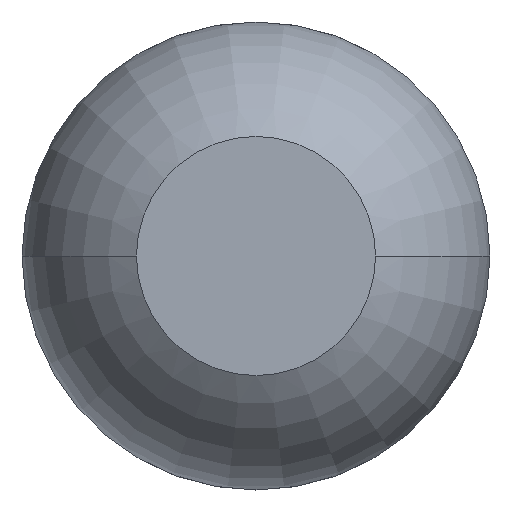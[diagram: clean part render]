
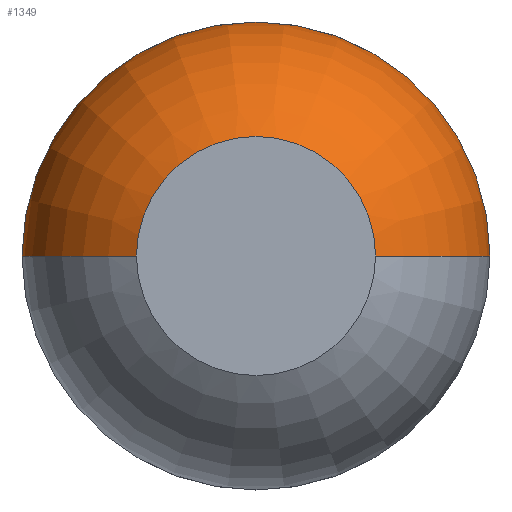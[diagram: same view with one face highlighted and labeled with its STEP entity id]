
A CAD part, front view. The second image highlights one B-rep face of the part: STEP entity #1349.
In plain terms, the highlighted toroidal (fillet/blend) face has major radius 0.035 mm and minor radius 0.65 mm.
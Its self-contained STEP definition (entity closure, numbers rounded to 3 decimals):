
#6 = CARTESIAN_POINT ( 'NONE',  ( -0.035, -24.431, 0. ) ) ;
#105 = DIRECTION ( 'NONE',  ( 1., 0., 0. ) ) ;
#121 = ORIENTED_EDGE ( 'NONE', *, *, #809, .T. ) ;
#288 = ORIENTED_EDGE ( 'NONE', *, *, #1658, .T. ) ;
#508 = ORIENTED_EDGE ( 'NONE', *, *, #3800, .F. ) ;
#627 = DIRECTION ( 'NONE',  ( 0., 0., 1. ) ) ;
#708 = TOROIDAL_SURFACE ( 'NONE', #1301, 0.035, 0.65 ) ;
#805 = AXIS2_PLACEMENT_3D ( 'NONE', #3898, #3563, #105 ) ;
#809 = EDGE_CURVE ( 'NONE', #3591, #2280, #933, .T. ) ;
#835 = CARTESIAN_POINT ( 'NONE',  ( -0.685, -24.431, 0. ) ) ;
#850 = EDGE_CURVE ( 'NONE', #1833, #1123, #2778, .T. ) ;
#900 = AXIS2_PLACEMENT_3D ( 'NONE', #1157, #3709, #1795 ) ;
#925 = DIRECTION ( 'NONE',  ( 1., 0., 0. ) ) ;
#933 = CIRCLE ( 'NONE', #2360, 0.65 ) ;
#988 = CARTESIAN_POINT ( 'NONE',  ( 0.35, -25., 0. ) ) ;
#1123 = VERTEX_POINT ( 'NONE', #988 ) ;
#1157 = CARTESIAN_POINT ( 'NONE',  ( 0.035, -24.431, 0. ) ) ;
#1301 = AXIS2_PLACEMENT_3D ( 'NONE', #3466, #4075, #4032 ) ;
#1349 = ADVANCED_FACE ( 'Defeature ausgef�hrt3_2', ( #2278 ), #708, .T. ) ;
#1627 = ORIENTED_EDGE ( 'NONE', *, *, #850, .F. ) ;
#1658 = EDGE_CURVE ( 'Defeature ausgef�hrt3_2+Defeature ausgef�hrt3_1+Defeature ausgef�hrt3_1+Defeature ausgef�hrt3_1', #1833, #3591, #3931, .T. ) ;
#1795 = DIRECTION ( 'NONE',  ( -1., 0., 0. ) ) ;
#1833 = VERTEX_POINT ( 'NONE', #2461 ) ;
#1886 = AXIS2_PLACEMENT_3D ( 'NONE', #2160, #4077, #2481 ) ;
#2160 = CARTESIAN_POINT ( 'NONE',  ( 0., -25., 0. ) ) ;
#2278 = FACE_OUTER_BOUND ( 'NONE', #3783, .T. ) ;
#2280 = VERTEX_POINT ( 'NONE', #3851 ) ;
#2360 = AXIS2_PLACEMENT_3D ( 'NONE', #6, #627, #925 ) ;
#2461 = CARTESIAN_POINT ( 'NONE',  ( 0.685, -24.431, 0. ) ) ;
#2481 = DIRECTION ( 'NONE',  ( 1., 0., 0. ) ) ;
#2621 = CIRCLE ( 'NONE', #1886, 0.35 ) ;
#2778 = CIRCLE ( 'NONE', #900, 0.65 ) ;
#3466 = CARTESIAN_POINT ( 'NONE',  ( 0., -24.431, 0. ) ) ;
#3563 = DIRECTION ( 'NONE',  ( 0., -1., 0. ) ) ;
#3591 = VERTEX_POINT ( 'NONE', #835 ) ;
#3709 = DIRECTION ( 'NONE',  ( 0., 0., -1. ) ) ;
#3783 = EDGE_LOOP ( 'NONE', ( #288, #121, #508, #1627 ) ) ;
#3800 = EDGE_CURVE ( 'Defeature ausgef�hrt3_26+Defeature ausgef�hrt3_2+Defeature ausgef�hrt3_2+Defeature ausgef�hrt3_2', #1123, #2280, #2621, .T. ) ;
#3851 = CARTESIAN_POINT ( 'NONE',  ( -0.35, -25., 0. ) ) ;
#3898 = CARTESIAN_POINT ( 'NONE',  ( 0., -24.431, 0. ) ) ;
#3931 = CIRCLE ( 'NONE', #805, 0.685 ) ;
#4032 = DIRECTION ( 'NONE',  ( 1., 0., 0. ) ) ;
#4075 = DIRECTION ( 'NONE',  ( 0., -1., 0. ) ) ;
#4077 = DIRECTION ( 'NONE',  ( 0., -1., 0. ) ) ;
